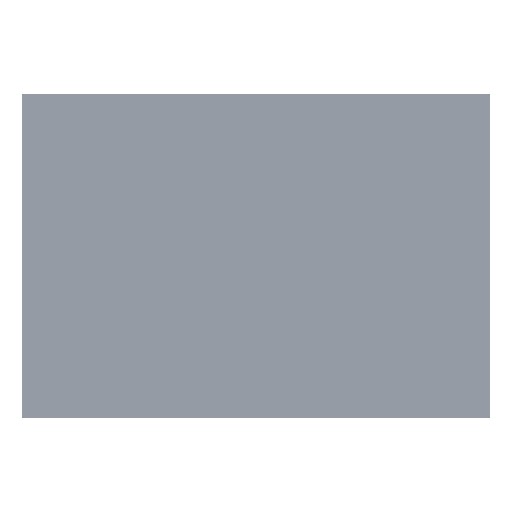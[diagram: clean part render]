
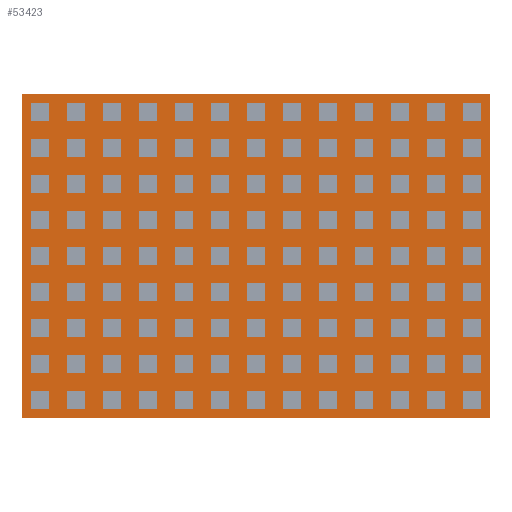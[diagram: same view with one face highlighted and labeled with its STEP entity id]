
A CAD part, top view. The second image highlights one B-rep face of the part: STEP entity #53423.
In plain terms, the highlighted planar face has unit normal (0, 0, 1).
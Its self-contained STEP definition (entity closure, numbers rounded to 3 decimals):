
#53294 = VERTEX_POINT('',#53295);
#53295 = CARTESIAN_POINT('',(116.,-69.,0.701));
#53301 = EDGE_CURVE('',#53294,#53302,#53304,.T.);
#53302 = VERTEX_POINT('',#53303);
#53303 = CARTESIAN_POINT('',(90.,-69.,0.701));
#53304 = LINE('',#53305,#53306);
#53305 = CARTESIAN_POINT('',(116.,-69.,0.701));
#53306 = VECTOR('',#53307,1.);
#53307 = DIRECTION('',(-1.,0.,0.));
#53332 = EDGE_CURVE('',#53302,#53333,#53335,.T.);
#53333 = VERTEX_POINT('',#53334);
#53334 = CARTESIAN_POINT('',(90.,-51.,0.701));
#53335 = LINE('',#53336,#53337);
#53336 = CARTESIAN_POINT('',(90.,-69.,0.701));
#53337 = VECTOR('',#53338,1.);
#53338 = DIRECTION('',(0.,1.,0.));
#53363 = EDGE_CURVE('',#53333,#53364,#53366,.T.);
#53364 = VERTEX_POINT('',#53365);
#53365 = CARTESIAN_POINT('',(116.,-51.,0.701));
#53366 = LINE('',#53367,#53368);
#53367 = CARTESIAN_POINT('',(90.,-51.,0.701));
#53368 = VECTOR('',#53369,1.);
#53369 = DIRECTION('',(1.,0.,0.));
#53394 = EDGE_CURVE('',#53364,#53294,#53395,.T.);
#53395 = LINE('',#53396,#53397);
#53396 = CARTESIAN_POINT('',(116.,-51.,0.701));
#53397 = VECTOR('',#53398,1.);
#53398 = DIRECTION('',(0.,-1.,0.));
#53423 = ADVANCED_FACE('',(#53424),#53430,.T.);
#53424 = FACE_BOUND('',#53425,.F.);
#53425 = EDGE_LOOP('',(#53426,#53427,#53428,#53429));
#53426 = ORIENTED_EDGE('',*,*,#53301,.T.);
#53427 = ORIENTED_EDGE('',*,*,#53332,.T.);
#53428 = ORIENTED_EDGE('',*,*,#53363,.T.);
#53429 = ORIENTED_EDGE('',*,*,#53394,.T.);
#53430 = PLANE('',#53431);
#53431 = AXIS2_PLACEMENT_3D('',#53432,#53433,#53434);
#53432 = CARTESIAN_POINT('',(0.,0.,0.701));
#53433 = DIRECTION('',(0.,0.,1.));
#53434 = DIRECTION('',(1.,0.,-0.));
